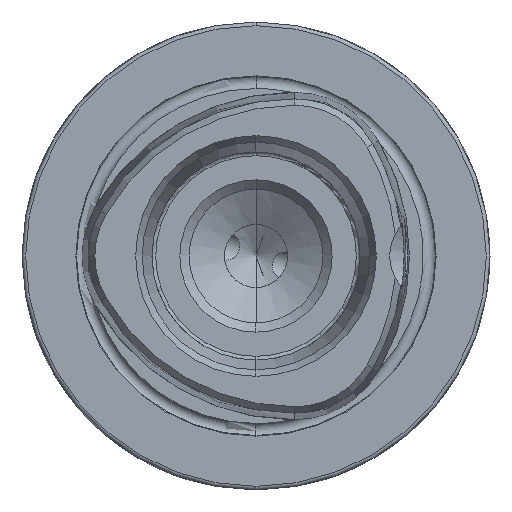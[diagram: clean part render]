
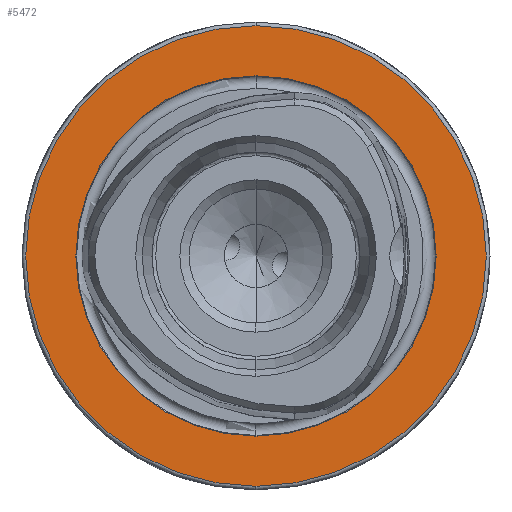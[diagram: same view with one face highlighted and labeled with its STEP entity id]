
A CAD part, left-side view. The second image highlights one B-rep face of the part: STEP entity #5472.
In plain terms, the highlighted planar face has unit normal (-1, 0, 0).
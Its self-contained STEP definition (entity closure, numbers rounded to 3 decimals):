
#240 = EDGE_LOOP ( 'NONE', ( #8304, #7247 ) ) ;
#378 = CARTESIAN_POINT ( 'NONE',  ( 0., 0., -24.25 ) ) ;
#538 = DIRECTION ( 'NONE',  ( 0., 0., 1. ) ) ;
#624 = CIRCLE ( 'NONE', #1701, 31. ) ;
#743 = VERTEX_POINT ( 'NONE', #378 ) ;
#1029 = DIRECTION ( 'NONE',  ( 1., 0., 0. ) ) ;
#1279 = CARTESIAN_POINT ( 'NONE',  ( 0., 0., 31. ) ) ;
#1476 = DIRECTION ( 'NONE',  ( -1., 0., 0. ) ) ;
#1546 = CIRCLE ( 'NONE', #7834, 24.25 ) ;
#1701 = AXIS2_PLACEMENT_3D ( 'NONE', #6667, #5184, #538 ) ;
#1822 = DIRECTION ( 'NONE',  ( 0., 0., 1. ) ) ;
#1881 = DIRECTION ( 'NONE',  ( -1., 0., 0. ) ) ;
#2023 = CIRCLE ( 'NONE', #6752, 24.25 ) ;
#2936 = EDGE_CURVE ( 'NONE', #5794, #743, #2023, .T. ) ;
#3148 = CARTESIAN_POINT ( 'NONE',  ( 0., 0., 24.25 ) ) ;
#3216 = FACE_OUTER_BOUND ( 'NONE', #240, .T. ) ;
#3511 = CARTESIAN_POINT ( 'NONE',  ( 0., 0., 0. ) ) ;
#3604 = ORIENTED_EDGE ( 'NONE', *, *, #4845, .F. ) ;
#3882 = DIRECTION ( 'NONE',  ( 0., 0., 1. ) ) ;
#4257 = EDGE_CURVE ( 'NONE', #7542, #6993, #624, .T. ) ;
#4845 = EDGE_CURVE ( 'NONE', #743, #5794, #1546, .T. ) ;
#4879 = CARTESIAN_POINT ( 'NONE',  ( 0., 0., 0. ) ) ;
#5184 = DIRECTION ( 'NONE',  ( -1., 0., 0. ) ) ;
#5472 = ADVANCED_FACE ( 'NONE', ( #9576, #3216 ), #9387, .F. ) ;
#5794 = VERTEX_POINT ( 'NONE', #3148 ) ;
#6362 = DIRECTION ( 'NONE',  ( 0., 0., -1. ) ) ;
#6667 = CARTESIAN_POINT ( 'NONE',  ( 0., 0., 0. ) ) ;
#6752 = AXIS2_PLACEMENT_3D ( 'NONE', #9265, #1476, #3882 ) ;
#6993 = VERTEX_POINT ( 'NONE', #9862 ) ;
#7247 = ORIENTED_EDGE ( 'NONE', *, *, #8357, .T. ) ;
#7459 = ORIENTED_EDGE ( 'NONE', *, *, #2936, .F. ) ;
#7542 = VERTEX_POINT ( 'NONE', #1279 ) ;
#7750 = CARTESIAN_POINT ( 'NONE',  ( 0., 24.25, 0. ) ) ;
#7834 = AXIS2_PLACEMENT_3D ( 'NONE', #3511, #8763, #8852 ) ;
#8086 = AXIS2_PLACEMENT_3D ( 'NONE', #7750, #1029, #6362 ) ;
#8304 = ORIENTED_EDGE ( 'NONE', *, *, #4257, .T. ) ;
#8357 = EDGE_CURVE ( 'NONE', #6993, #7542, #9701, .T. ) ;
#8587 = EDGE_LOOP ( 'NONE', ( #7459, #3604 ) ) ;
#8763 = DIRECTION ( 'NONE',  ( -1., 0., 0. ) ) ;
#8852 = DIRECTION ( 'NONE',  ( 0., 0., 1. ) ) ;
#9265 = CARTESIAN_POINT ( 'NONE',  ( 0., 0., 0. ) ) ;
#9387 = PLANE ( 'NONE',  #8086 ) ;
#9576 = FACE_BOUND ( 'NONE', #8587, .T. ) ;
#9701 = CIRCLE ( 'NONE', #9792, 31. ) ;
#9792 = AXIS2_PLACEMENT_3D ( 'NONE', #4879, #1881, #1822 ) ;
#9862 = CARTESIAN_POINT ( 'NONE',  ( 0., 0., -31. ) ) ;
